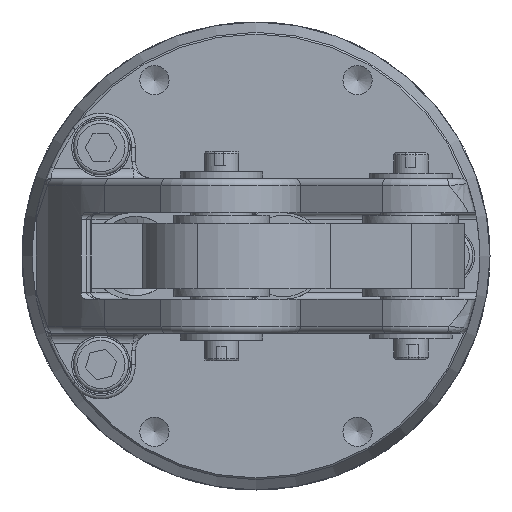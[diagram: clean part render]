
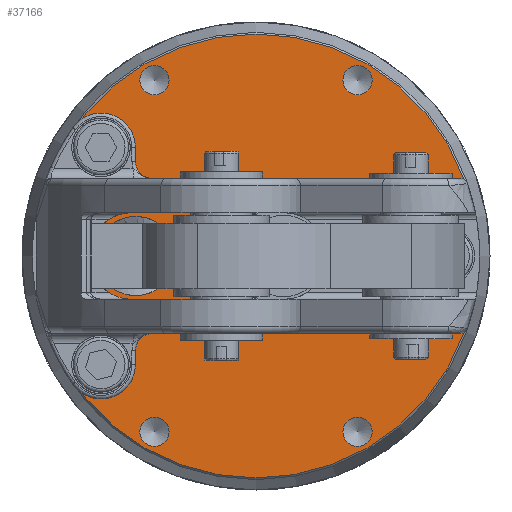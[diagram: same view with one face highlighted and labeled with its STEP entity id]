
A CAD part, front view. The second image highlights one B-rep face of the part: STEP entity #37166.
In plain terms, the highlighted planar face has unit normal (0, -1, 0).
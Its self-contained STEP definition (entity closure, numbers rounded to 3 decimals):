
#497 = ORIENTED_EDGE ( 'NONE', *, *, #36816, .F. ) ;
#985 = CIRCLE ( 'NONE', #67294, 7.549 ) ;
#1206 = CARTESIAN_POINT ( 'NONE',  ( -45.053, 0., -31.547 ) ) ;
#1932 = CARTESIAN_POINT ( 'NONE',  ( -29.5, 0., 51.095 ) ) ;
#2174 = EDGE_CURVE ( 'NONE', #28869, #28869, #11407, .T. ) ;
#2483 = AXIS2_PLACEMENT_3D ( 'NONE', #18122, #28546, #34450 ) ;
#3278 = FACE_OUTER_BOUND ( 'NONE', #24369, .T. ) ;
#4101 = FACE_BOUND ( 'NONE', #15952, .T. ) ;
#4417 = DIRECTION ( 'NONE',  ( 0., 0., -1. ) ) ;
#4487 = CIRCLE ( 'NONE', #46550, 4.25 ) ;
#4596 = ORIENTED_EDGE ( 'NONE', *, *, #18402, .F. ) ;
#5236 = AXIS2_PLACEMENT_3D ( 'NONE', #55651, #44475, #39209 ) ;
#6394 = DIRECTION ( 'NONE',  ( -1., 0., 0. ) ) ;
#7303 = EDGE_CURVE ( 'NONE', #50913, #50913, #56894, .T. ) ;
#7460 = EDGE_LOOP ( 'NONE', ( #4596 ) ) ;
#8634 = AXIS2_PLACEMENT_3D ( 'NONE', #53635, #58419, #4417 ) ;
#9811 = CARTESIAN_POINT ( 'NONE',  ( -52.603, 0., -31.547 ) ) ;
#9870 = CIRCLE ( 'NONE', #55586, 16.155 ) ;
#11138 = DIRECTION ( 'NONE',  ( 0., -1., 0. ) ) ;
#11152 = CARTESIAN_POINT ( 'NONE',  ( 55., 0., 0. ) ) ;
#11407 = CIRCLE ( 'NONE', #5236, 4.25 ) ;
#12060 = EDGE_CURVE ( 'NONE', #49543, #49543, #58187, .T. ) ;
#12495 = VERTEX_POINT ( 'NONE', #39825 ) ;
#12537 = DIRECTION ( 'NONE',  ( 0., -1., 0. ) ) ;
#13287 = CARTESIAN_POINT ( 'NONE',  ( 8., 0., 0. ) ) ;
#14004 = CIRCLE ( 'NONE', #54623, 6. ) ;
#14161 = DIRECTION ( 'NONE',  ( 0., -1., 0. ) ) ;
#14389 = DIRECTION ( 'NONE',  ( 0., -1., 0. ) ) ;
#14647 = EDGE_LOOP ( 'NONE', ( #68053 ) ) ;
#14655 = CARTESIAN_POINT ( 'NONE',  ( -45.053, 0., 31.547 ) ) ;
#14738 = DIRECTION ( 'NONE',  ( 0., 0., -1. ) ) ;
#14806 = CARTESIAN_POINT ( 'NONE',  ( 29.5, 0., 46.845 ) ) ;
#14866 = CIRCLE ( 'NONE', #40557, 7.549 ) ;
#15027 = FACE_BOUND ( 'NONE', #19654, .T. ) ;
#15219 = DIRECTION ( 'NONE',  ( 0., -1., 0. ) ) ;
#15262 = DIRECTION ( 'NONE',  ( 0., -1., 0. ) ) ;
#15952 = EDGE_LOOP ( 'NONE', ( #40514 ) ) ;
#15967 = CIRCLE ( 'NONE', #2483, 64.5 ) ;
#16738 = EDGE_CURVE ( 'NONE', #61697, #61697, #42775, .T. ) ;
#16853 = DIRECTION ( 'NONE',  ( 0., -1., 0. ) ) ;
#16912 = CARTESIAN_POINT ( 'NONE',  ( -29.5, 0., 46.845 ) ) ;
#17523 = VERTEX_POINT ( 'NONE', #39357 ) ;
#17593 = FACE_BOUND ( 'NONE', #44830, .T. ) ;
#18122 = CARTESIAN_POINT ( 'NONE',  ( 0., 0., 0. ) ) ;
#18402 = EDGE_CURVE ( 'NONE', #39576, #39576, #985, .T. ) ;
#19516 = CIRCLE ( 'NONE', #44158, 7.549 ) ;
#19654 = EDGE_LOOP ( 'NONE', ( #48929 ) ) ;
#20098 = CARTESIAN_POINT ( 'NONE',  ( -59., 0., 0. ) ) ;
#20889 = CARTESIAN_POINT ( 'NONE',  ( 47., 0., -23.75 ) ) ;
#22519 = EDGE_CURVE ( 'NONE', #12495, #12495, #14004, .T. ) ;
#22560 = ORIENTED_EDGE ( 'NONE', *, *, #55289, .F. ) ;
#22731 = EDGE_LOOP ( 'NONE', ( #66213 ) ) ;
#23718 = EDGE_CURVE ( 'NONE', #66704, #66704, #4487, .T. ) ;
#24369 = EDGE_LOOP ( 'NONE', ( #52203 ) ) ;
#24954 = CARTESIAN_POINT ( 'NONE',  ( 0., 0., -64.5 ) ) ;
#25644 = CIRCLE ( 'NONE', #8634, 4.25 ) ;
#26631 = EDGE_LOOP ( 'NONE', ( #60465 ) ) ;
#26926 = FACE_BOUND ( 'NONE', #7460, .T. ) ;
#27239 = EDGE_LOOP ( 'NONE', ( #22560 ) ) ;
#27668 = VERTEX_POINT ( 'NONE', #62903 ) ;
#28156 = EDGE_LOOP ( 'NONE', ( #497 ) ) ;
#28546 = DIRECTION ( 'NONE',  ( 0., -1., 0. ) ) ;
#28869 = VERTEX_POINT ( 'NONE', #14806 ) ;
#29420 = FACE_BOUND ( 'NONE', #28156, .T. ) ;
#30252 = CARTESIAN_POINT ( 'NONE',  ( 29.5, 0., -51.095 ) ) ;
#30543 = DIRECTION ( 'NONE',  ( 0., -1., 0. ) ) ;
#30767 = DIRECTION ( 'NONE',  ( 0., 0., -1. ) ) ;
#32046 = CARTESIAN_POINT ( 'NONE',  ( 47., 0., 19.5 ) ) ;
#32508 = DIRECTION ( 'NONE',  ( -1., 0., 0. ) ) ;
#32762 = AXIS2_PLACEMENT_3D ( 'NONE', #1932, #12537, #34779 ) ;
#33531 = PLANE ( 'NONE',  #37080 ) ;
#34139 = ORIENTED_EDGE ( 'NONE', *, *, #12060, .F. ) ;
#34450 = DIRECTION ( 'NONE',  ( 0., 0., -1. ) ) ;
#34779 = DIRECTION ( 'NONE',  ( 0., 0., -1. ) ) ;
#36374 = EDGE_LOOP ( 'NONE', ( #64001 ) ) ;
#36816 = EDGE_CURVE ( 'NONE', #17523, #17523, #45671, .T. ) ;
#37080 = AXIS2_PLACEMENT_3D ( 'NONE', #53429, #15262, #48643 ) ;
#37166 = ADVANCED_FACE ( 'NONE', ( #15027, #26926, #41316, #69260, #29420, #17593, #56614, #43030, #48941, #4101, #68428, #3278, #42169 ), #33531, .T. ) ;
#39209 = DIRECTION ( 'NONE',  ( 0., 0., -1. ) ) ;
#39357 = CARTESIAN_POINT ( 'NONE',  ( -59., 0., -4.25 ) ) ;
#39576 = VERTEX_POINT ( 'NONE', #48908 ) ;
#39825 = CARTESIAN_POINT ( 'NONE',  ( -35., 0., -6. ) ) ;
#40317 = VERTEX_POINT ( 'NONE', #24954 ) ;
#40514 = ORIENTED_EDGE ( 'NONE', *, *, #69542, .F. ) ;
#40557 = AXIS2_PLACEMENT_3D ( 'NONE', #11152, #16853, #32508 ) ;
#40972 = DIRECTION ( 'NONE',  ( 0., 1., 0. ) ) ;
#41228 = DIRECTION ( 'NONE',  ( 0., 0., -1. ) ) ;
#41316 = FACE_BOUND ( 'NONE', #22731, .T. ) ;
#42169 = FACE_BOUND ( 'NONE', #26631, .T. ) ;
#42194 = EDGE_CURVE ( 'NONE', #55700, #55700, #9870, .T. ) ;
#42775 = CIRCLE ( 'NONE', #55966, 4.25 ) ;
#42909 = DIRECTION ( 'NONE',  ( 0., 0., -1. ) ) ;
#43030 = FACE_BOUND ( 'NONE', #14647, .T. ) ;
#43752 = VERTEX_POINT ( 'NONE', #9811 ) ;
#43797 = DIRECTION ( 'NONE',  ( 0., -1., 0. ) ) ;
#44158 = AXIS2_PLACEMENT_3D ( 'NONE', #1206, #43797, #6394 ) ;
#44475 = DIRECTION ( 'NONE',  ( 0., -1., 0. ) ) ;
#44830 = EDGE_LOOP ( 'NONE', ( #65372 ) ) ;
#45671 = CIRCLE ( 'NONE', #50145, 4.25 ) ;
#46393 = DIRECTION ( 'NONE',  ( 0., 0., -1. ) ) ;
#46550 = AXIS2_PLACEMENT_3D ( 'NONE', #47702, #15219, #14738 ) ;
#46695 = CARTESIAN_POINT ( 'NONE',  ( -35., 0., 0. ) ) ;
#47702 = CARTESIAN_POINT ( 'NONE',  ( -29.5, 0., -51.095 ) ) ;
#47960 = VERTEX_POINT ( 'NONE', #20889 ) ;
#48643 = DIRECTION ( 'NONE',  ( 0., 0., -1. ) ) ;
#48676 = CARTESIAN_POINT ( 'NONE',  ( 29.5, 0., -55.345 ) ) ;
#48908 = CARTESIAN_POINT ( 'NONE',  ( -52.603, 0., 31.547 ) ) ;
#48929 = ORIENTED_EDGE ( 'NONE', *, *, #22519, .F. ) ;
#48941 = FACE_BOUND ( 'NONE', #67897, .T. ) ;
#49543 = VERTEX_POINT ( 'NONE', #16912 ) ;
#50145 = AXIS2_PLACEMENT_3D ( 'NONE', #20098, #14161, #63022 ) ;
#50554 = AXIS2_PLACEMENT_3D ( 'NONE', #30252, #14389, #46393 ) ;
#50913 = VERTEX_POINT ( 'NONE', #48676 ) ;
#52203 = ORIENTED_EDGE ( 'NONE', *, *, #54132, .T. ) ;
#52614 = DIRECTION ( 'NONE',  ( -1., 0., 0. ) ) ;
#53429 = CARTESIAN_POINT ( 'NONE',  ( 0., 0., 0. ) ) ;
#53635 = CARTESIAN_POINT ( 'NONE',  ( 47., 0., -19.5 ) ) ;
#54132 = EDGE_CURVE ( 'NONE', #40317, #40317, #15967, .T. ) ;
#54389 = CARTESIAN_POINT ( 'NONE',  ( 47., 0., 15.25 ) ) ;
#54623 = AXIS2_PLACEMENT_3D ( 'NONE', #46695, #30543, #30767 ) ;
#55289 = EDGE_CURVE ( 'NONE', #27668, #27668, #14866, .T. ) ;
#55586 = AXIS2_PLACEMENT_3D ( 'NONE', #13287, #40972, #41228 ) ;
#55651 = CARTESIAN_POINT ( 'NONE',  ( 29.5, 0., 51.095 ) ) ;
#55700 = VERTEX_POINT ( 'NONE', #62429 ) ;
#55966 = AXIS2_PLACEMENT_3D ( 'NONE', #32046, #11138, #42909 ) ;
#56614 = FACE_BOUND ( 'NONE', #58229, .T. ) ;
#56894 = CIRCLE ( 'NONE', #50554, 4.25 ) ;
#57488 = ORIENTED_EDGE ( 'NONE', *, *, #23718, .F. ) ;
#58187 = CIRCLE ( 'NONE', #32762, 4.25 ) ;
#58229 = EDGE_LOOP ( 'NONE', ( #57488 ) ) ;
#58307 = DIRECTION ( 'NONE',  ( 0., -1., 0. ) ) ;
#58419 = DIRECTION ( 'NONE',  ( 0., -1., 0. ) ) ;
#59656 = EDGE_CURVE ( 'NONE', #43752, #43752, #19516, .T. ) ;
#60465 = ORIENTED_EDGE ( 'NONE', *, *, #42194, .T. ) ;
#61697 = VERTEX_POINT ( 'NONE', #54389 ) ;
#62429 = CARTESIAN_POINT ( 'NONE',  ( 8., 0., -16.155 ) ) ;
#62903 = CARTESIAN_POINT ( 'NONE',  ( 47.451, 0., 0. ) ) ;
#63022 = DIRECTION ( 'NONE',  ( 0., 0., -1. ) ) ;
#64001 = ORIENTED_EDGE ( 'NONE', *, *, #16738, .F. ) ;
#65372 = ORIENTED_EDGE ( 'NONE', *, *, #7303, .F. ) ;
#66213 = ORIENTED_EDGE ( 'NONE', *, *, #59656, .F. ) ;
#66612 = CARTESIAN_POINT ( 'NONE',  ( -29.5, 0., -55.345 ) ) ;
#66704 = VERTEX_POINT ( 'NONE', #66612 ) ;
#67294 = AXIS2_PLACEMENT_3D ( 'NONE', #14655, #58307, #52614 ) ;
#67897 = EDGE_LOOP ( 'NONE', ( #34139 ) ) ;
#68053 = ORIENTED_EDGE ( 'NONE', *, *, #2174, .F. ) ;
#68428 = FACE_BOUND ( 'NONE', #36374, .T. ) ;
#69260 = FACE_BOUND ( 'NONE', #27239, .T. ) ;
#69542 = EDGE_CURVE ( 'NONE', #47960, #47960, #25644, .T. ) ;
